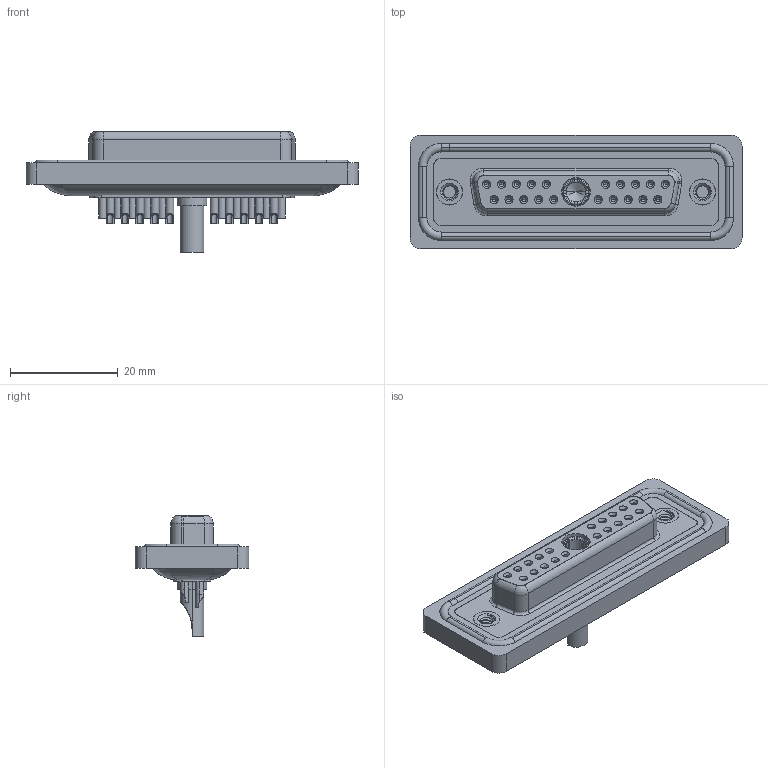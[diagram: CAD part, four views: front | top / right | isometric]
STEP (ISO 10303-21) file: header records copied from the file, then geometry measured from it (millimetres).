
FILE_DESCRIPTION (( 'STEP AP203' ), '1' );
FILE_NAME ('628W21W1622-3N2.STEP', '2024-04-09T22:25:01', ( '' ), ( '' ), 'SwSTEP 2.0', 'SolidWorks 2023', '' );
FILE_SCHEMA (( 'CONFIG_CONTROL_DESIGN' ));
Length unit declared in the file: millimetre
Products named in the file (9): 628Combo Waterproof Housing_25 Contacts; 628Combo Shell Rear_25 Contacts; 628Combo Housing_21W1; Power Socket_30A SC; 628Combo Threaded Rivet_2; 628Combo Contact Row 2_22; 628Combo Shell Front_25 Contacts; 628W21W1622-3N2; 628Combo Contact Row 1_22
Assembly tree (27 placements, depth 2):
  628W21W1622-3N2
    628Combo Housing_21W1
    628Combo Waterproof Housing_25 Contacts
    628Combo Shell Front_25 Contacts
    628Combo Shell Rear_25 Contacts
    628Combo Threaded Rivet_2  x2
    628Combo Contact Row 1_22  x10
    628Combo Contact Row 2_22  x10
    Power Socket_30A SC
Bounding box: 61.75 x 21.1 x 22.45 mm (x, y, z)
Volume: 8438.7 mm3; surface area: 14319.5 mm2
Topology: 29 solids, 29 shells, 1566 faces, 3898 edges, 2422 vertices
Faces by surface type: cylinder 634, plane 477, torus 235, cone 209, bspline 11
Entity records: 26390 total; most frequent: CARTESIAN_POINT 6248, DIRECTION 4213, ORIENTED_EDGE 3710, EDGE_CURVE 1855, AXIS2_PLACEMENT_3D 1732, VERTEX_POINT 1182, CIRCLE 933, EDGE_LOOP 919
